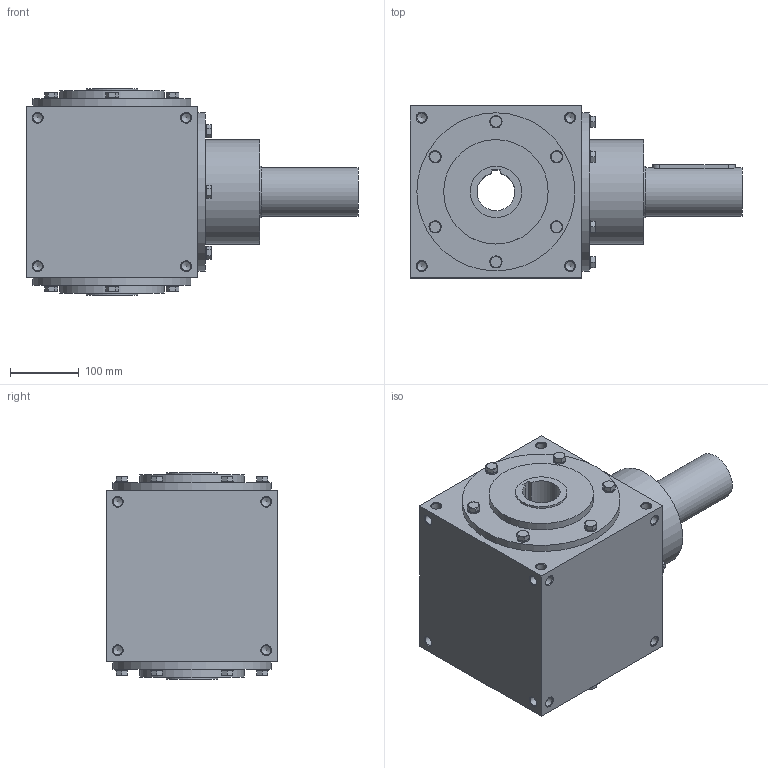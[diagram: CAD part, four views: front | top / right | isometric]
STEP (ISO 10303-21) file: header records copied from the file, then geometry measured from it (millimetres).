
FILE_DESCRIPTION( ( 'STEP AP214' ), ' ' );
FILE_NAME( 'RR250_C2_R.1_1.5.stp', '2017-10-01T13:44:16', ( '' ), ( '' ), ' ', 'PARTsolutions', ' ' );
FILE_SCHEMA( ( 'AUTOMOTIVE_DESIGN { 1 0 10303 214 1 1 1 1 }' ) );
Length unit declared in the file: millimetre
Products named in the file (4): RR250_C2_R.1/1.5; _RR2502-case; _RR250-shaft; _RC_RR250-screw
Assembly tree (20 placements, depth 2):
  RR250_C2_R.1/1.5
    _RR2502-case
    _RR250-shaft
    _RC_RR250-screw  x18
Bounding box: 483 x 250 x 300 mm (x, y, z)
Volume: 18519036.2 mm3; surface area: 638279.1 mm2
Topology: 20 solids, 20 shells, 627 faces, 1457 edges, 849 vertices
Faces by surface type: plane 386, cone 158, cylinder 83
Full cylindrical faces by diameter (mm): 10.106 x1, 13.835 x48, 17.5 x18, 70 x1, 75 x4, 152 x3, 230 x3
Entity records: 6128 total; most frequent: CARTESIAN_POINT 892, DIRECTION 880, ORIENTED_EDGE 592, AXIS2_PLACEMENT_3D 409, EDGE_CURVE 296, EDGE_LOOP 292, VERTEX_POINT 249, FACE_OUTER_BOUND 229
